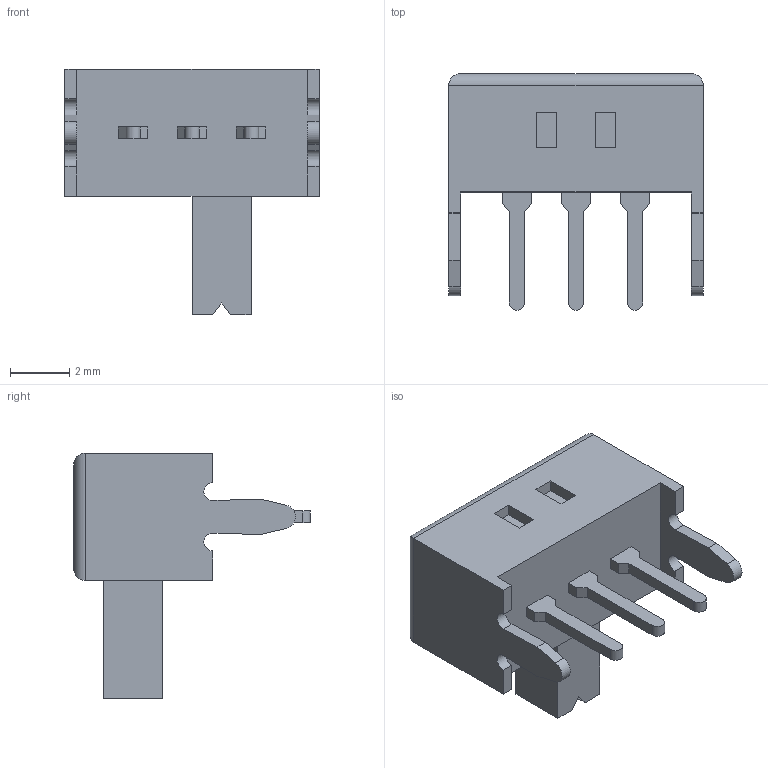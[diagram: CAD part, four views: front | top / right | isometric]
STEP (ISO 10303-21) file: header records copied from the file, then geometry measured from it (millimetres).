
FILE_DESCRIPTION(/* description */ ('STEP AP214'),/* implementation_level */ '2;1');
FILE_NAME(/* name */ 'SK-12D07-VG 4 NS PA',/* time_stamp */ '2023-09-16T21:08:37+02:00',/* author */ ('License CC BY-ND 4.0'),/* organization */ ('CADENAS'),/* preprocessor_version */ 'ST-DEVELOPER v19.3',/* originating_system */ 'PARTsolutions',/* authorisation */ ' ');
FILE_SCHEMA (('AUTOMOTIVE_DESIGN {1 0 10303 214 3 1 1}'));
Length unit declared in the file: millimetre
Products named in the file (2): SK-12D07-VG 4 NS PA; SK-12D07-VG 4 NS PA_PART1
Assembly tree (1 placements, depth 2):
  SK-12D07-VG 4 NS PA
    SK-12D07-VG 4 NS PA_PART1
Bounding box: 8.6 x 8 x 8.3 mm (x, y, z)
Volume: 167.4 mm3; surface area: 263.8 mm2
Topology: 1 solids, 1 shells, 80 faces, 210 edges, 138 vertices
Faces by surface type: plane 67, cylinder 13
Entity records: 2468 total; most frequent: CARTESIAN_POINT 430, ORIENTED_EDGE 420, DIRECTION 396, EDGE_CURVE 210, LINE 188, VECTOR 188, VERTEX_POINT 138, AXIS2_PLACEMENT_3D 104
